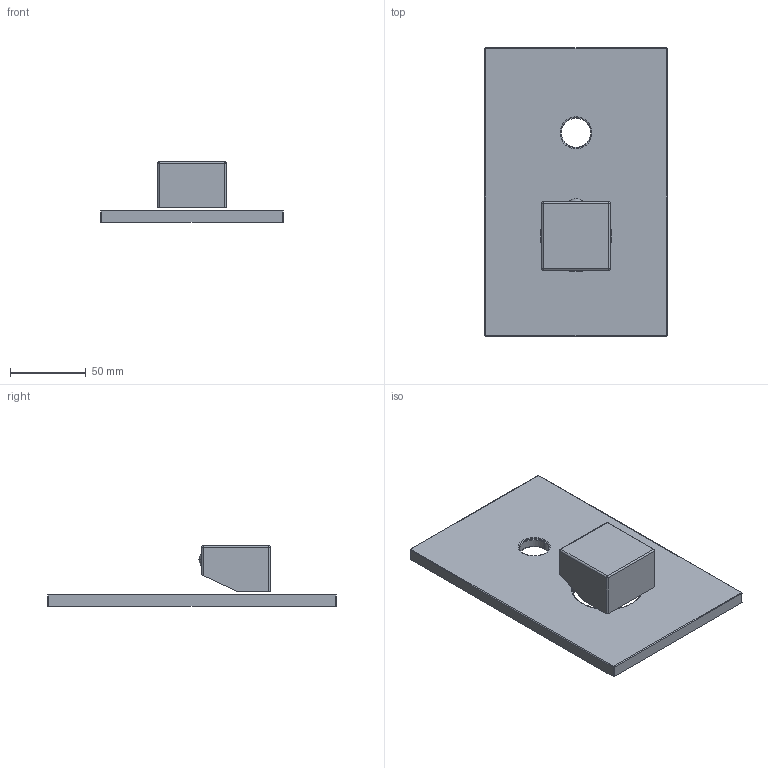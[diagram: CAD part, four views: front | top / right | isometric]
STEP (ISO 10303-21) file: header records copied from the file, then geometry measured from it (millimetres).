
FILE_DESCRIPTION((''),'2;1');
FILE_NAME('LEC015CREST','2021-11-04T10:56:36',('ut3'),('PAFFONI SpA'),'CREO PARAMETRIC BY PTC INC, 2020044','CREO PARAMETRIC BY PTC INC, 2020044','');
FILE_SCHEMA(('CONFIG_CONTROL_DESIGN','SHAPE_APPEARANCE_LAYERS_GROUPS'));
Length unit declared in the file: millimetre
Products named in the file (1): LEC015CREST
Bounding box: 120 x 190 x 40 mm (x, y, z)
Volume: 127244.2 mm3; surface area: 68720.5 mm2
Topology: 2 solids, 2 shells, 221 faces, 508 edges, 303 vertices
Faces by surface type: cylinder 84, plane 77, torus 26, sphere 18, cone 10, bspline 6
Entity records: 8330 total; most frequent: CARTESIAN_POINT 1696, DIRECTION 1098, ORIENTED_EDGE 1012, EDGE_CURVE 506, AXIS2_PLACEMENT_3D 418, VERTEX_POINT 303, VECTOR 262, LINE 262
